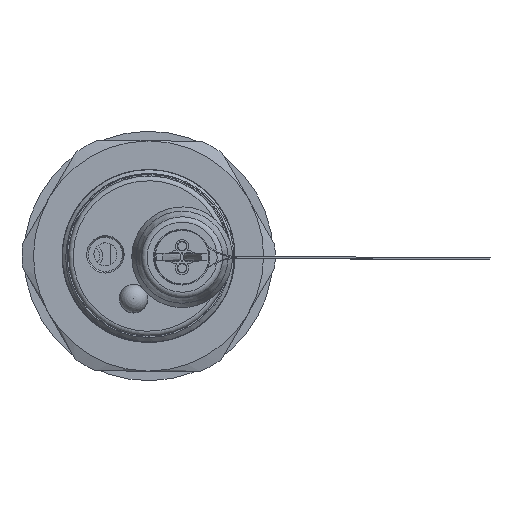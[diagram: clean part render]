
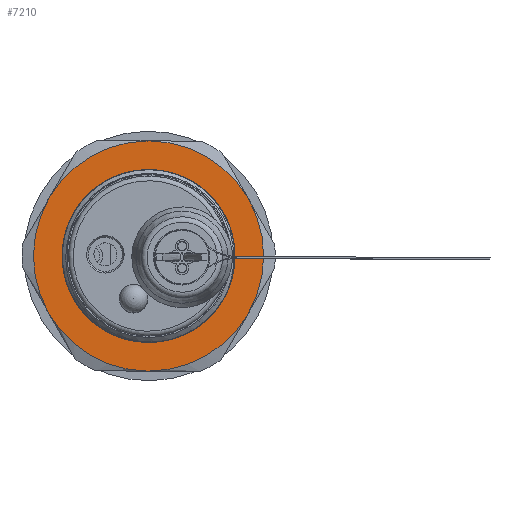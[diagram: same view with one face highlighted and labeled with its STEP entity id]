
A CAD part, left-side view. The second image highlights one B-rep face of the part: STEP entity #7210.
In plain terms, the highlighted face is planar.
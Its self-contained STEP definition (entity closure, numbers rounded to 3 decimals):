
#1628=PLANE('',#8611);
#3196=ORIENTED_EDGE('',*,*,#4365,.T.);
#3197=ORIENTED_EDGE('',*,*,#4366,.F.);
#3198=ORIENTED_EDGE('',*,*,#4367,.F.);
#3199=ORIENTED_EDGE('',*,*,#4368,.F.);
#3200=ORIENTED_EDGE('',*,*,#4369,.F.);
#3201=ORIENTED_EDGE('',*,*,#4370,.F.);
#3202=ORIENTED_EDGE('',*,*,#4371,.F.);
#4365=EDGE_CURVE('',#5101,#5101,#5444,.T.);
#4366=EDGE_CURVE('',#5071,#5077,#5445,.T.);
#4367=EDGE_CURVE('',#5065,#5071,#5446,.T.);
#4368=EDGE_CURVE('',#5095,#5065,#5447,.T.);
#4369=EDGE_CURVE('',#5089,#5095,#5448,.T.);
#4370=EDGE_CURVE('',#5083,#5089,#5449,.T.);
#4371=EDGE_CURVE('',#5077,#5083,#5450,.T.);
#5065=VERTEX_POINT('',#30583);
#5071=VERTEX_POINT('',#30608);
#5077=VERTEX_POINT('',#30633);
#5083=VERTEX_POINT('',#30658);
#5089=VERTEX_POINT('',#30683);
#5095=VERTEX_POINT('',#30708);
#5101=VERTEX_POINT('',#30738);
#5444=CIRCLE('',#8612,8.959);
#5445=CIRCLE('',#8613,12.);
#5446=CIRCLE('',#8614,12.);
#5447=CIRCLE('',#8615,12.);
#5448=CIRCLE('',#8616,12.);
#5449=CIRCLE('',#8617,12.);
#5450=CIRCLE('',#8618,12.);
#6027=EDGE_LOOP('',(#3196));
#6028=EDGE_LOOP('',(#3197,#3198,#3199,#3200,#3201,#3202));
#6620=FACE_BOUND('',#6027,.T.);
#6621=FACE_BOUND('',#6028,.T.);
#7210=ADVANCED_FACE('',(#6620,#6621),#1628,.F.);
#8611=AXIS2_PLACEMENT_3D('',#30736,#10457,#10458);
#8612=AXIS2_PLACEMENT_3D('',#30737,#10459,#10460);
#8613=AXIS2_PLACEMENT_3D('',#30739,#10461,#10462);
#8614=AXIS2_PLACEMENT_3D('',#30740,#10463,#10464);
#8615=AXIS2_PLACEMENT_3D('',#30741,#10465,#10466);
#8616=AXIS2_PLACEMENT_3D('',#30742,#10467,#10468);
#8617=AXIS2_PLACEMENT_3D('',#30743,#10469,#10470);
#8618=AXIS2_PLACEMENT_3D('',#30744,#10471,#10472);
#10457=DIRECTION('',(0.,1.,0.));
#10458=DIRECTION('',(0.,0.,1.));
#10459=DIRECTION('',(0.,1.,0.));
#10460=DIRECTION('',(0.,0.,1.));
#10461=DIRECTION('',(0.,1.,0.));
#10462=DIRECTION('',(0.,0.,1.));
#10463=DIRECTION('',(0.,1.,0.));
#10464=DIRECTION('',(0.,0.,1.));
#10465=DIRECTION('',(0.,1.,0.));
#10466=DIRECTION('',(0.,0.,1.));
#10467=DIRECTION('',(0.,1.,0.));
#10468=DIRECTION('',(0.,0.,1.));
#10469=DIRECTION('',(0.,1.,0.));
#10470=DIRECTION('',(0.,0.,1.));
#10471=DIRECTION('',(0.,1.,0.));
#10472=DIRECTION('',(0.,0.,1.));
#30583=CARTESIAN_POINT('',(-6.,0.,10.392));
#30608=CARTESIAN_POINT('',(6.,0.,10.392));
#30633=CARTESIAN_POINT('',(12.,0.,0.));
#30658=CARTESIAN_POINT('',(6.,0.,-10.392));
#30683=CARTESIAN_POINT('',(-6.,0.,-10.392));
#30708=CARTESIAN_POINT('',(-12.,0.,0.));
#30736=CARTESIAN_POINT('',(0.,0.,0.));
#30737=CARTESIAN_POINT('',(0.,0.,0.));
#30738=CARTESIAN_POINT('',(0.,0.,8.959));
#30739=CARTESIAN_POINT('',(0.,0.,0.));
#30740=CARTESIAN_POINT('',(0.,0.,0.));
#30741=CARTESIAN_POINT('',(0.,0.,0.));
#30742=CARTESIAN_POINT('',(0.,0.,0.));
#30743=CARTESIAN_POINT('',(0.,0.,0.));
#30744=CARTESIAN_POINT('',(0.,0.,0.));
